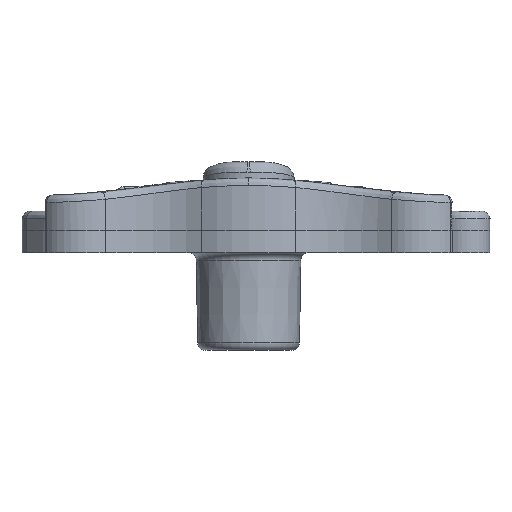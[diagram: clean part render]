
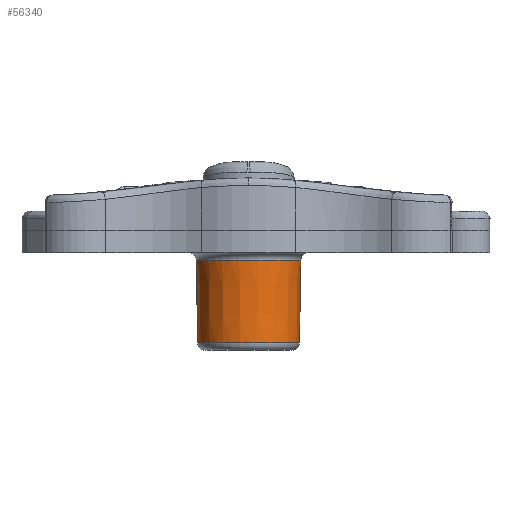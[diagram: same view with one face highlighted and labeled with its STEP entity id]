
A CAD part, front view. The second image highlights one B-rep face of the part: STEP entity #56340.
In plain terms, the highlighted conical face has half-angle 1 degrees and reference radius 7 mm.
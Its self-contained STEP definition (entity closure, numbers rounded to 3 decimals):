
#48990=CARTESIAN_POINT('',(-61.023,132.388,
-10.983));
#49000=VERTEX_POINT('',#48990);
#49030=CARTESIAN_POINT('',(-68.006,132.388,
-10.983));
#49040=DIRECTION('',(0.,0.,-1.));
#49050=DIRECTION('',(1.,0.,0.));
#49060=AXIS2_PLACEMENT_3D('',#49030,#49040,#49050);
#49070=CIRCLE('',#49060,6.983);
#49080=CARTESIAN_POINT('',(-74.989,132.388,
-10.983));
#49090=VERTEX_POINT('',#49080);
#49100=EDGE_CURVE('',#49000,#49090,#49070,.T.);
#54340=CARTESIAN_POINT('',(-61.216,132.388,
-22.017));
#54350=VERTEX_POINT('',#54340);
#54380=CARTESIAN_POINT('',(-68.006,132.388,
-22.017));
#54390=DIRECTION('',(0.,0.,1.));
#54400=DIRECTION('',(1.,0.,0.));
#54410=AXIS2_PLACEMENT_3D('',#54380,#54390,#54400);
#54420=CIRCLE('',#54410,6.79);
#54430=CARTESIAN_POINT('',(-74.796,132.388,
-22.017));
#54440=VERTEX_POINT('',#54430);
#55590=CARTESIAN_POINT('',(-61.006,132.388,-10.));
#55600=DIRECTION('',(0.017,0.,1.));
#55610=VECTOR('',#55600,401.091);
#55620=LINE('',#55590,#55610);
#55630=EDGE_CURVE('',#54350,#49000,#55620,.T.);
#55660=CARTESIAN_POINT('',(-75.006,132.388,-10.));
#55670=DIRECTION('',(-0.017,0.,1.));
#55680=VECTOR('',#55670,401.091);
#55690=LINE('',#55660,#55680);
#55700=EDGE_CURVE('',#54440,#49090,#55690,.T.);
#56220=CARTESIAN_POINT('',(-68.006,132.388,-10.));
#56230=DIRECTION('',(0.,0.,1.));
#56240=DIRECTION('',(-1.,0.,0.));
#56250=AXIS2_PLACEMENT_3D('',#56220,#56230,#56240);
#56260=CONICAL_SURFACE('',#56250,7.,0.017);
#56270=ORIENTED_EDGE('',*,*,#55630,.T.);
#56280=EDGE_CURVE('',#54440,#54350,#54420,.T.);
#56290=ORIENTED_EDGE('',*,*,#56280,.T.);
#56300=ORIENTED_EDGE('',*,*,#55700,.F.);
#56310=ORIENTED_EDGE('',*,*,#49100,.T.);
#56320=EDGE_LOOP('',(#56310,#56300,#56290,#56270));
#56330=FACE_OUTER_BOUND('',#56320,.T.);
#56340=ADVANCED_FACE('',(#56330),#56260,.T.);
